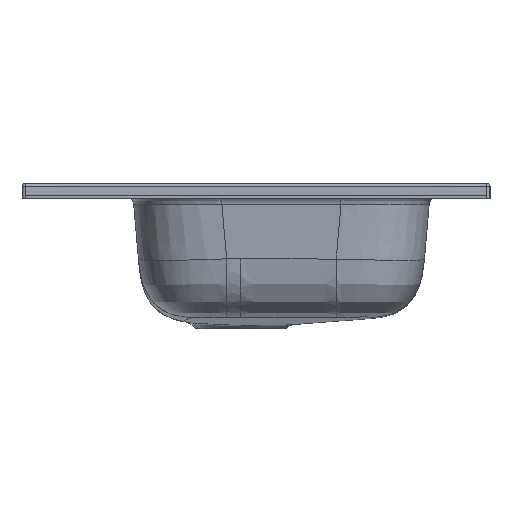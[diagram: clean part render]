
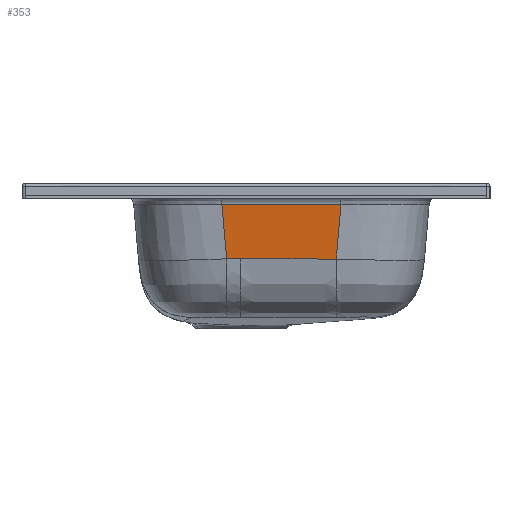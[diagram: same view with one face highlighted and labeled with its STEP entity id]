
A CAD part, left-side view. The second image highlights one B-rep face of the part: STEP entity #353.
In plain terms, the highlighted planar face has unit normal (-0.996, 0, -0.087).
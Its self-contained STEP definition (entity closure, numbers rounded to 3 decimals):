
#118=PLANE('',#2003);
#237=LINE('',#22062,#295);
#295=VECTOR('',#2165,1.);
#353=ADVANCED_FACE('',(#509),#118,.T.);
#509=FACE_OUTER_BOUND('',#632,.T.);
#632=EDGE_LOOP('',(#1049,#1050,#1051,#1052,#1053));
#806=B_SPLINE_CURVE_WITH_KNOTS('',3,(#16385,#16386,#16387,#16388),.UNSPECIFIED.,
 .F.,.F.,(4,4),(0.,1.),.UNSPECIFIED.);
#819=B_SPLINE_CURVE_WITH_KNOTS('',3,(#20394,#20395,#20396,#20397,#20398,
#20399,#20400,#20401,#20402,#20403,#20404,#20405,#20406,#20407,#20408,#20409,
#20410,#20411,#20412,#20413,#20414,#20415),.UNSPECIFIED.,.F.,.F.,(4,1,1,
1,1,1,2,2,1,1,1,1,1,2,2,4),(0.,0.125,0.188,0.219,
0.234,0.242,0.246,0.25,
0.375,0.438,0.469,0.484,
0.492,0.496,0.5,1.),.UNSPECIFIED.);
#820=B_SPLINE_CURVE_WITH_KNOTS('',3,(#20966,#20967,#20968,#20969),.UNSPECIFIED.,
 .F.,.F.,(4,4),(0.,1.),.UNSPECIFIED.);
#822=B_SPLINE_CURVE_WITH_KNOTS('',3,(#22057,#22058,#22059,#22060),.UNSPECIFIED.,
 .F.,.F.,(4,4),(0.,1.),.UNSPECIFIED.);
#1049=ORIENTED_EDGE('',*,*,#1768,.T.);
#1050=ORIENTED_EDGE('',*,*,#1769,.T.);
#1051=ORIENTED_EDGE('',*,*,#1766,.T.);
#1052=ORIENTED_EDGE('',*,*,#1750,.T.);
#1053=ORIENTED_EDGE('',*,*,#1765,.T.);
#1547=VERTEX_POINT('',#13476);
#1554=VERTEX_POINT('',#16384);
#1559=VERTEX_POINT('',#20393);
#1560=VERTEX_POINT('',#20970);
#1561=VERTEX_POINT('',#22061);
#1750=EDGE_CURVE('',#1547,#1554,#806,.T.);
#1765=EDGE_CURVE('',#1554,#1559,#819,.T.);
#1766=EDGE_CURVE('',#1560,#1547,#820,.T.);
#1768=EDGE_CURVE('',#1559,#1561,#822,.T.);
#1769=EDGE_CURVE('',#1561,#1560,#237,.T.);
#2003=AXIS2_PLACEMENT_3D('',#22063,#2166,#2167);
#2165=DIRECTION('',(0.,1.,0.));
#2166=DIRECTION('',(-0.996,0.,-0.087));
#2167=DIRECTION('',(-0.087,0.,0.996));
#13476=CARTESIAN_POINT('',(-295.541,13.872,-74.347));
#16384=CARTESIAN_POINT('',(-295.541,0.,-74.35));
#16385=CARTESIAN_POINT('',(-295.541,13.872,-74.347));
#16386=CARTESIAN_POINT('',(-295.541,5.443,-74.348));
#16387=CARTESIAN_POINT('',(-295.541,0.819,-74.35));
#16388=CARTESIAN_POINT('',(-295.541,0.,-74.351));
#20393=CARTESIAN_POINT('',(-295.53,-93.861,-74.473));
#20394=CARTESIAN_POINT('',(-295.541,0.,-74.351));
#20395=CARTESIAN_POINT('',(-295.541,-2.049,-74.354));
#20396=CARTESIAN_POINT('',(-295.54,-6.518,-74.367));
#20397=CARTESIAN_POINT('',(-295.537,-14.177,-74.401));
#20398=CARTESIAN_POINT('',(-295.535,-18.617,-74.421));
#20399=CARTESIAN_POINT('',(-295.534,-20.99,-74.433));
#20400=CARTESIAN_POINT('',(-295.533,-22.215,-74.439));
#20401=CARTESIAN_POINT('',(-295.533,-22.748,-74.442));
#20402=CARTESIAN_POINT('',(-295.533,-23.105,-74.443));
#20403=CARTESIAN_POINT('',(-295.533,-23.324,-74.444));
#20404=CARTESIAN_POINT('',(-295.531,-27.983,-74.468));
#20405=CARTESIAN_POINT('',(-295.528,-34.304,-74.496));
#20406=CARTESIAN_POINT('',(-295.526,-40.883,-74.52));
#20407=CARTESIAN_POINT('',(-295.525,-43.973,-74.529));
#20408=CARTESIAN_POINT('',(-295.525,-45.468,-74.533));
#20409=CARTESIAN_POINT('',(-295.525,-46.204,-74.535));
#20410=CARTESIAN_POINT('',(-295.525,-46.516,-74.536));
#20411=CARTESIAN_POINT('',(-295.525,-46.724,-74.537));
#20412=CARTESIAN_POINT('',(-295.525,-46.792,-74.537));
#20413=CARTESIAN_POINT('',(-295.521,-64.721,-74.581));
#20414=CARTESIAN_POINT('',(-295.523,-80.365,-74.56));
#20415=CARTESIAN_POINT('',(-295.53,-93.861,-74.473));
#20966=CARTESIAN_POINT('',(-300.197,18.528,-21.128));
#20967=CARTESIAN_POINT('',(-298.645,16.976,-38.868));
#20968=CARTESIAN_POINT('',(-297.093,15.424,-56.608));
#20969=CARTESIAN_POINT('',(-295.541,13.872,-74.347));
#20970=CARTESIAN_POINT('',(-300.197,18.528,-21.128));
#22057=CARTESIAN_POINT('',(-295.53,-93.861,-74.473));
#22058=CARTESIAN_POINT('',(-297.086,-95.417,-56.692));
#22059=CARTESIAN_POINT('',(-298.642,-96.973,-38.91));
#22060=CARTESIAN_POINT('',(-300.197,-98.528,-21.128));
#22061=CARTESIAN_POINT('',(-300.197,-98.528,-21.128));
#22062=CARTESIAN_POINT('',(-300.197,19.327,-21.128));
#22063=CARTESIAN_POINT('',(-301.954,-175.,-1.046));
